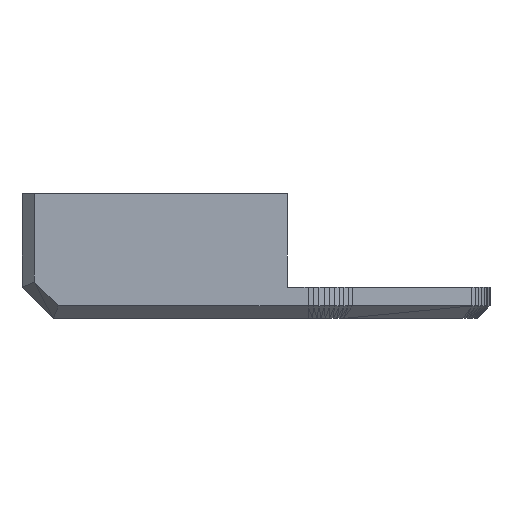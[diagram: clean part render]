
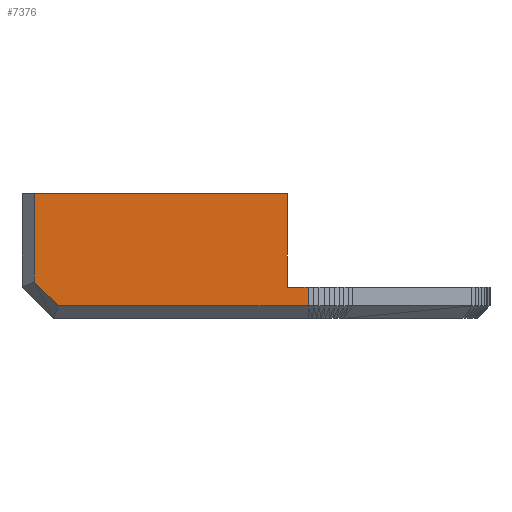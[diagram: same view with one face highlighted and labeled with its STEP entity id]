
A CAD part, front view. The second image highlights one B-rep face of the part: STEP entity #7376.
In plain terms, the highlighted planar face has unit normal (0, -1, 0).
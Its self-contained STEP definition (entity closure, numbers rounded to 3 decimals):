
#32 = VERTEX_POINT('',#33);
#33 = CARTESIAN_POINT('',(166.841,238.187,1.166
    ));
#54 = VERTEX_POINT('',#55);
#55 = CARTESIAN_POINT('',(167.607,238.187,0.4
    ));
#61 = EDGE_CURVE('',#54,#32,#62,.T.);
#62 = LINE('',#63,#64);
#63 = CARTESIAN_POINT('',(167.607,238.187,0.4
    ));
#64 = VECTOR('',#65,1.);
#65 = DIRECTION('',(-0.707,0.,0.707));
#1791 = VERTEX_POINT('',#1792);
#1792 = CARTESIAN_POINT('',(166.841,238.187,4.));
#1798 = EDGE_CURVE('',#1799,#1791,#1801,.T.);
#1799 = VERTEX_POINT('',#1800);
#1800 = CARTESIAN_POINT('',(174.941,238.187,4.));
#1801 = LINE('',#1802,#1803);
#1802 = CARTESIAN_POINT('',(174.941,238.187,4.));
#1803 = VECTOR('',#1804,1.);
#1804 = DIRECTION('',(-1.,0.,0.));
#5382 = EDGE_CURVE('',#32,#1791,#5383,.T.);
#5383 = LINE('',#5384,#5385);
#5384 = CARTESIAN_POINT('',(166.841,238.187,
    1.166));
#5385 = VECTOR('',#5386,1.);
#5386 = DIRECTION('',(0.,0.,1.));
#6897 = VERTEX_POINT('',#6898);
#6898 = CARTESIAN_POINT('',(175.613,238.187,
    0.4));
#7376 = ADVANCED_FACE('',(#7377),#7410,.T.);
#7377 = FACE_BOUND('',#7378,.T.);
#7378 = EDGE_LOOP('',(#7379,#7380,#7386,#7394,#7402,#7408,#7409));
#7379 = ORIENTED_EDGE('',*,*,#61,.F.);
#7380 = ORIENTED_EDGE('',*,*,#7381,.F.);
#7381 = EDGE_CURVE('',#6897,#54,#7382,.T.);
#7382 = LINE('',#7383,#7384);
#7383 = CARTESIAN_POINT('',(175.613,238.187,
    0.4));
#7384 = VECTOR('',#7385,1.);
#7385 = DIRECTION('',(-1.,0.,0.));
#7386 = ORIENTED_EDGE('',*,*,#7387,.T.);
#7387 = EDGE_CURVE('',#6897,#7388,#7390,.T.);
#7388 = VERTEX_POINT('',#7389);
#7389 = CARTESIAN_POINT('',(175.613,238.187,
    1.));
#7390 = LINE('',#7391,#7392);
#7391 = CARTESIAN_POINT('',(175.613,238.187,
    0.4));
#7392 = VECTOR('',#7393,1.);
#7393 = DIRECTION('',(0.,0.,1.));
#7394 = ORIENTED_EDGE('',*,*,#7395,.T.);
#7395 = EDGE_CURVE('',#7388,#7396,#7398,.T.);
#7396 = VERTEX_POINT('',#7397);
#7397 = CARTESIAN_POINT('',(174.941,238.187,
    1.));
#7398 = LINE('',#7399,#7400);
#7399 = CARTESIAN_POINT('',(175.613,238.187,
    1.));
#7400 = VECTOR('',#7401,1.);
#7401 = DIRECTION('',(-1.,0.,0.));
#7402 = ORIENTED_EDGE('',*,*,#7403,.T.);
#7403 = EDGE_CURVE('',#7396,#1799,#7404,.T.);
#7404 = LINE('',#7405,#7406);
#7405 = CARTESIAN_POINT('',(174.941,238.187,
    1.));
#7406 = VECTOR('',#7407,1.);
#7407 = DIRECTION('',(0.,0.,1.));
#7408 = ORIENTED_EDGE('',*,*,#1798,.T.);
#7409 = ORIENTED_EDGE('',*,*,#5382,.F.);
#7410 = PLANE('',#7411);
#7411 = AXIS2_PLACEMENT_3D('',#7412,#7413,#7414);
#7412 = CARTESIAN_POINT('',(171.23,238.187,
    2.155));
#7413 = DIRECTION('',(-0.,-1.,-0.));
#7414 = DIRECTION('',(0.,0.,-1.));
